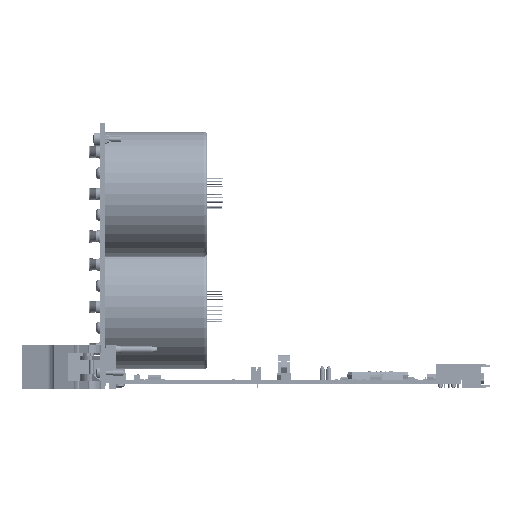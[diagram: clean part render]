
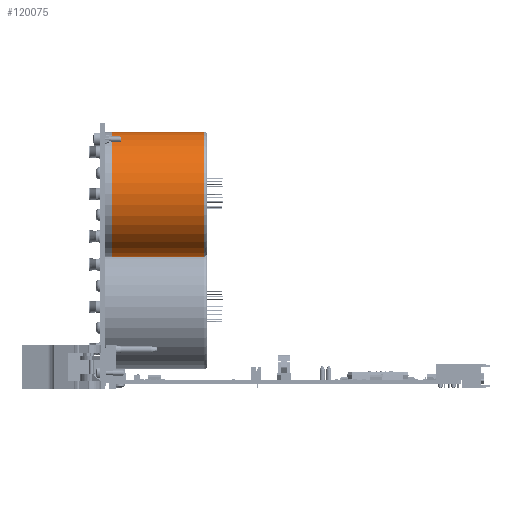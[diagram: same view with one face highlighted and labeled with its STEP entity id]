
A CAD part, front view. The second image highlights one B-rep face of the part: STEP entity #120075.
In plain terms, the highlighted cylindrical face has radius 28.55 mm (diameter 57.1 mm), a full revolution.
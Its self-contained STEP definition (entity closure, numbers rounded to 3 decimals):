
#22695 = VERTEX_POINT ( 'NONE', #247193 ) ;
#22696 = VERTEX_POINT ( 'NONE', #247195 ) ;
#64635 = EDGE_LOOP ( 'NONE', ( #98032 ) ) ;
#64639 = EDGE_LOOP ( 'NONE', ( #98020 ) ) ;
#64642 = EDGE_LOOP ( 'NONE', ( #98044, #98057, #98066, #98077 ) ) ;
#98020 = ORIENTED_EDGE ( 'NONE', *, *, #248147, .T. ) ;
#98032 = ORIENTED_EDGE ( 'NONE', *, *, #248149, .T. ) ;
#98044 = ORIENTED_EDGE ( 'NONE', *, *, #248024, .F. ) ;
#98057 = ORIENTED_EDGE ( 'NONE', *, *, #248150, .F. ) ;
#98066 = ORIENTED_EDGE ( 'NONE', *, *, #248011, .F. ) ;
#98077 = ORIENTED_EDGE ( 'NONE', *, *, #248016, .F. ) ;
#104383 = CARTESIAN_POINT ( 'NONE',  ( -47.113, 23.658, 59.804 ) ) ;
#104386 = DIRECTION ( 'NONE',  ( -1., 0., 0. ) ) ;
#104403 = DIRECTION ( 'NONE',  ( 0., 0., 1. ) ) ;
#104524 = CARTESIAN_POINT ( 'NONE',  ( -85.613, 37.446, 84.804 ) ) ;
#105859 = CARTESIAN_POINT ( 'NONE',  ( -53.613, 37.446, 84.804 ) ) ;
#105881 = CARTESIAN_POINT ( 'NONE',  ( -53.613, 37.446, 34.804 ) ) ;
#105987 = CARTESIAN_POINT ( 'NONE',  ( -85.613, 37.446, 34.804 ) ) ;
#114073 = VERTEX_POINT ( 'NONE', #104524 ) ;
#114493 = VERTEX_POINT ( 'NONE', #105859 ) ;
#114498 = VERTEX_POINT ( 'NONE', #105881 ) ;
#114529 = VERTEX_POINT ( 'NONE', #105987 ) ;
#120075 = ADVANCED_FACE ( 'NONE', ( #148769, #148776, #148771 ), #148804, .T. ) ;
#120345 = LINE ( 'NONE', #125314, #120400 ) ;
#120394 = CIRCLE ( 'NONE', #160206, 28.55 ) ;
#120400 = VECTOR ( 'NONE', #125372, 1000. ) ;
#120415 = LINE ( 'NONE', #125475, #120441 ) ;
#120441 = VECTOR ( 'NONE', #125497, 1000. ) ;
#120934 = CIRCLE ( 'NONE', #160260, 28.55 ) ;
#120938 = CIRCLE ( 'NONE', #160263, 28.55 ) ;
#120942 = CIRCLE ( 'NONE', #160266, 28.55 ) ;
#125314 = CARTESIAN_POINT ( 'NONE',  ( -47.113, 37.446, 34.804 ) ) ;
#125372 = DIRECTION ( 'NONE',  ( -1., 0., 0. ) ) ;
#125447 = CARTESIAN_POINT ( 'NONE',  ( -53.613, 23.658, 59.804 ) ) ;
#125452 = DIRECTION ( 'NONE',  ( -1., 0., 0. ) ) ;
#125457 = DIRECTION ( 'NONE',  ( 0., 0., 1. ) ) ;
#125475 = CARTESIAN_POINT ( 'NONE',  ( -47.113, 37.446, 84.804 ) ) ;
#125497 = DIRECTION ( 'NONE',  ( 1., 0., 0. ) ) ;
#126711 = CARTESIAN_POINT ( 'NONE',  ( -90.613, 23.658, 59.804 ) ) ;
#126715 = DIRECTION ( 'NONE',  ( 1., 0., 0. ) ) ;
#126719 = DIRECTION ( 'NONE',  ( 0., 0., -1. ) ) ;
#126731 = CARTESIAN_POINT ( 'NONE',  ( -48.613, 23.658, 59.804 ) ) ;
#126736 = DIRECTION ( 'NONE',  ( -1., 0., 0. ) ) ;
#126741 = DIRECTION ( 'NONE',  ( 0., 0., -1. ) ) ;
#126752 = CARTESIAN_POINT ( 'NONE',  ( -85.613, 23.658, 59.804 ) ) ;
#126756 = DIRECTION ( 'NONE',  ( 1., 0., 0. ) ) ;
#126761 = DIRECTION ( 'NONE',  ( 0., 0., -1. ) ) ;
#143030 = AXIS2_PLACEMENT_3D ( 'NONE', #104383, #104386, #104403 ) ;
#148769 = FACE_OUTER_BOUND ( 'NONE', #64639, .T. ) ;
#148771 = FACE_BOUND ( 'NONE', #64642, .T. ) ;
#148776 = FACE_OUTER_BOUND ( 'NONE', #64635, .T. ) ;
#148804 = CYLINDRICAL_SURFACE ( 'NONE', #143030, 28.55 ) ;
#160206 = AXIS2_PLACEMENT_3D ( 'NONE', #125447, #125452, #125457 ) ;
#160260 = AXIS2_PLACEMENT_3D ( 'NONE', #126711, #126715, #126719 ) ;
#160263 = AXIS2_PLACEMENT_3D ( 'NONE', #126731, #126736, #126741 ) ;
#160266 = AXIS2_PLACEMENT_3D ( 'NONE', #126752, #126756, #126761 ) ;
#247193 = CARTESIAN_POINT ( 'NONE',  ( -90.613, 23.658, 31.254 ) ) ;
#247195 = CARTESIAN_POINT ( 'NONE',  ( -48.613, 23.658, 31.254 ) ) ;
#248011 = EDGE_CURVE ( 'NONE', #114498, #114529, #120345, .T. ) ;
#248016 = EDGE_CURVE ( 'NONE', #114493, #114498, #120394, .T. ) ;
#248024 = EDGE_CURVE ( 'NONE', #114073, #114493, #120415, .T. ) ;
#248147 = EDGE_CURVE ( 'NONE', #22695, #22695, #120934, .T. ) ;
#248149 = EDGE_CURVE ( 'NONE', #22696, #22696, #120938, .T. ) ;
#248150 = EDGE_CURVE ( 'NONE', #114529, #114073, #120942, .T. ) ;
